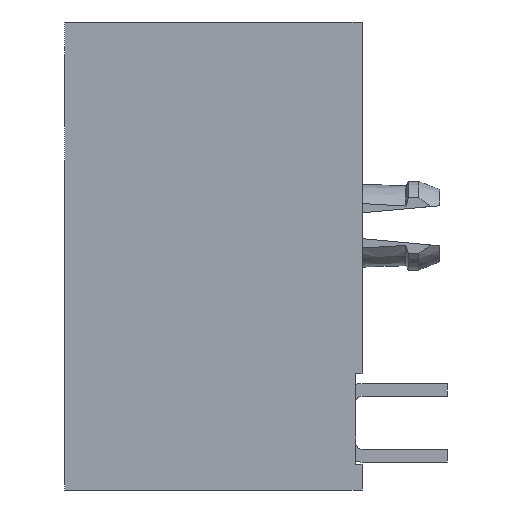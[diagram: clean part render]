
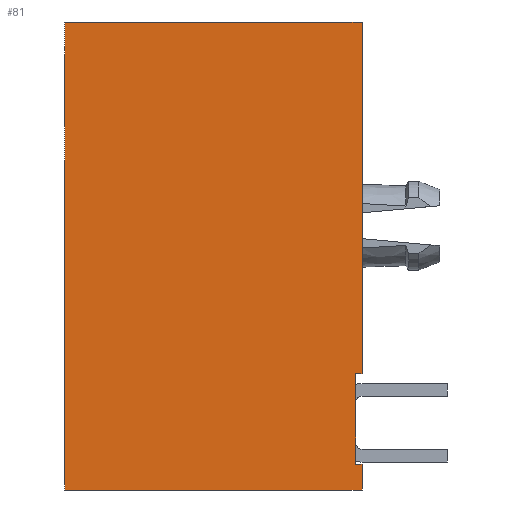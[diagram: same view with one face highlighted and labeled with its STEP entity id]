
A CAD part, left-side view. The second image highlights one B-rep face of the part: STEP entity #81.
In plain terms, the highlighted planar face has unit normal (-1, 0, 0).
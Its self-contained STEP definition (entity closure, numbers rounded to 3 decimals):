
#81=ADVANCED_FACE('',(#463),#464,.T.);
#463=FACE_OUTER_BOUND('',#1230,.T.);
#464=PLANE('',#1231);
#1230=EDGE_LOOP('',(#2002,#2003,#2004,#2005,#2006,#2007,#2008,#2009));
#1231=AXIS2_PLACEMENT_3D('',#2010,#2011,#2012);
#2002=ORIENTED_EDGE('',*,*,#5006,.T.);
#2003=ORIENTED_EDGE('',*,*,#5007,.F.);
#2004=ORIENTED_EDGE('',*,*,#5008,.T.);
#2005=ORIENTED_EDGE('',*,*,#5009,.F.);
#2006=ORIENTED_EDGE('',*,*,#5010,.F.);
#2007=ORIENTED_EDGE('',*,*,#5005,.T.);
#2008=ORIENTED_EDGE('',*,*,#5011,.T.);
#2009=ORIENTED_EDGE('',*,*,#5012,.T.);
#2010=CARTESIAN_POINT('',(-7.62,5.75,0.0));
#2011=DIRECTION('',(-1.0,0.0,0.0));
#2012=DIRECTION('',(0.0,0.0,1.0));
#5005=EDGE_CURVE('',#6027,#6031,#6033,.T.);
#5006=EDGE_CURVE('',#6034,#6035,#6036,.T.);
#5007=EDGE_CURVE('',#6037,#6035,#6038,.T.);
#5008=EDGE_CURVE('',#6037,#6039,#6040,.T.);
#5009=EDGE_CURVE('',#6041,#6039,#6042,.T.);
#5010=EDGE_CURVE('',#6027,#6041,#6043,.T.);
#5011=EDGE_CURVE('',#6031,#6044,#6045,.T.);
#5012=EDGE_CURVE('',#6044,#6034,#6046,.T.);
#6027=VERTEX_POINT('',#7614);
#6031=VERTEX_POINT('',#7620);
#6033=LINE('',#7623,#7624);
#6034=VERTEX_POINT('',#7625);
#6035=VERTEX_POINT('',#7626);
#6036=LINE('',#7627,#7628);
#6037=VERTEX_POINT('',#7629);
#6038=LINE('',#7630,#7631);
#6039=VERTEX_POINT('',#7632);
#6040=LINE('',#7633,#7634);
#6041=VERTEX_POINT('',#7635);
#6042=LINE('',#7636,#7637);
#6043=LINE('',#7638,#7639);
#6044=VERTEX_POINT('',#7640);
#6045=LINE('',#7641,#7642);
#6046=LINE('',#7643,#7644);
#7614=CARTESIAN_POINT('',(-7.62,5.75,0.0));
#7620=CARTESIAN_POINT('',(-7.62,-5.75,0.0));
#7623=CARTESIAN_POINT('',(-7.62,5.75,0.0));
#7624=VECTOR('',#10124,11.5);
#7625=CARTESIAN_POINT('',(-7.62,-5.5,1.0));
#7626=CARTESIAN_POINT('',(-7.62,-5.5,4.5));
#7627=CARTESIAN_POINT('',(-7.62,-5.5,1.0));
#7628=VECTOR('',#10125,3.5);
#7629=CARTESIAN_POINT('',(-7.62,-5.75,4.5));
#7630=CARTESIAN_POINT('',(-7.62,-5.75,4.5));
#7631=VECTOR('',#10126,0.25);
#7632=CARTESIAN_POINT('',(-7.62,-5.75,18.1));
#7633=CARTESIAN_POINT('',(-7.62,-5.75,4.5));
#7634=VECTOR('',#10127,13.6);
#7635=CARTESIAN_POINT('',(-7.62,5.75,18.1));
#7636=CARTESIAN_POINT('',(-7.62,5.75,18.1));
#7637=VECTOR('',#10128,11.5);
#7638=CARTESIAN_POINT('',(-7.62,5.75,0.0));
#7639=VECTOR('',#10129,18.1);
#7640=CARTESIAN_POINT('',(-7.62,-5.75,1.0));
#7641=CARTESIAN_POINT('',(-7.62,-5.75,0.0));
#7642=VECTOR('',#10130,1.0);
#7643=CARTESIAN_POINT('',(-7.62,-5.75,1.0));
#7644=VECTOR('',#10131,0.25);
#10124=DIRECTION('',(0.0,-1.0,0.0));
#10125=DIRECTION('',(0.0,0.0,1.0));
#10126=DIRECTION('',(0.0,1.0,0.0));
#10127=DIRECTION('',(0.0,0.0,1.0));
#10128=DIRECTION('',(0.0,-1.0,0.0));
#10129=DIRECTION('',(0.0,0.0,1.0));
#10130=DIRECTION('',(0.0,0.0,1.0));
#10131=DIRECTION('',(0.0,1.0,0.0));
